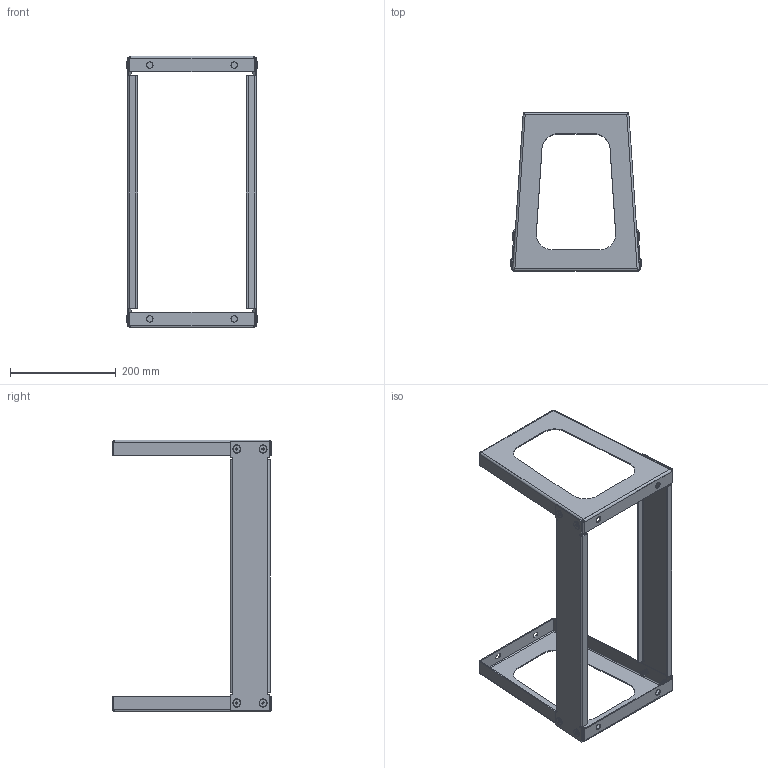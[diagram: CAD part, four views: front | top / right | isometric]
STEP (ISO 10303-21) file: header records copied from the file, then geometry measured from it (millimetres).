
FILE_DESCRIPTION (( 'STEP AP214' ), '1' );
FILE_NAME ('438.520.STEP', '2025-04-15T12:53:09', ( '' ), ( '' ), 'SwSTEP 2.0', 'SolidWorks 2021', '' );
FILE_SCHEMA (( 'AUTOMOTIVE_DESIGN' ));
Length unit declared in the file: millimetre
Products named in the file (5): 438.520; 438.500; Çàêëåïêà ðåçüáîâàÿ Ì6 øåñòèãðàííàÿ ñ óìåíüøåííûì áîðòîì; Âèíò Ì6õ16 ìåáåëüíûé; 438.020
Assembly tree (20 placements, depth 2):
  438.520
    438.020  x2
    438.500  x2
    Âèíò Ì6õ16 ìåáåëüíûé  x8
    Çàêëåïêà ðåçüáîâàÿ Ì6 øåñòèãðàííàÿ ñ óìåíüøåííûì áîðòîì  x8
Bounding box: 248.1 x 300 x 515 mm (x, y, z)
Volume: 455110.4 mm3; surface area: 472530.2 mm2
Topology: 20 solids, 20 shells, 1222 faces, 3122 edges, 1940 vertices
Faces by surface type: cylinder 534, plane 464, cone 112, bspline 96, torus 16
Entity records: 13717 total; most frequent: CARTESIAN_POINT 7146, ORIENTED_EDGE 1406, DIRECTION 1181, EDGE_CURVE 703, VERTEX_POINT 436, LINE 425, VECTOR 425, AXIS2_PLACEMENT_3D 378
